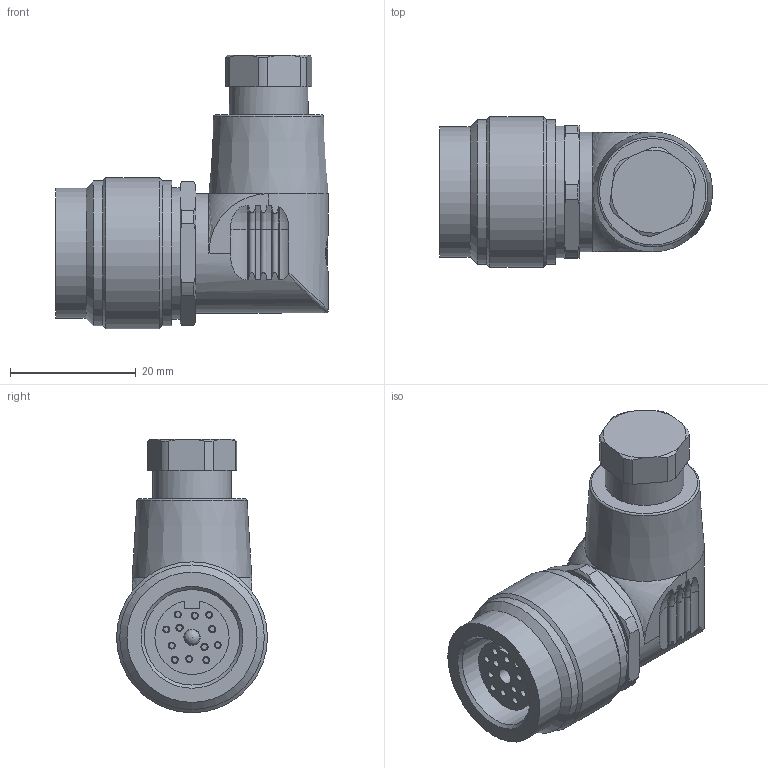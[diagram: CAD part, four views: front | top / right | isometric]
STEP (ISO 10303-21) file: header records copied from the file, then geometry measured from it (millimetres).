
FILE_DESCRIPTION(/* description */ (''),/* implementation_level */ '2;1');
FILE_NAME(/* name */ '99-0130-106-12_bg.stp',/* time_stamp */ '2009-07-23T13:00:16+02:00',/* author */ (''),/* organization */ (''),/* preprocessor_version */ 'ST-DEVELOPER v11',/* originating_system */ 'UGS - NX 5.0',/* authorisation */ '');
FILE_SCHEMA (('CONFIG_CONTROL_DESIGN'));
Length unit declared in the file: millimetre
Products named in the file (1): kborB30284v2
Bounding box: 43.4 x 24 x 43.5 mm (x, y, z)
Volume: 18620.5 mm3; surface area: 5668.6 mm2
Topology: 1 solids, 1 shells, 329 faces, 850 edges, 565 vertices
Faces by surface type: plane 143, cone 83, cylinder 64, torus 33, bspline 6
Full cylindrical faces by diameter (mm): 1.1 x7, 1.15 x12, 2.6 x1, 12.5 x1, 15.188 x1, 19 x1, 20.7 x1, 20.9 x1, 23 x2, 24 x1
Entity records: 10604 total; most frequent: CARTESIAN_POINT 3252, DIRECTION 1476, ORIENTED_EDGE 1464, EDGE_CURVE 732, AXIS2_PLACEMENT_3D 641, VERTEX_POINT 507, EDGE_LOOP 430, ADVANCED_FACE 329
